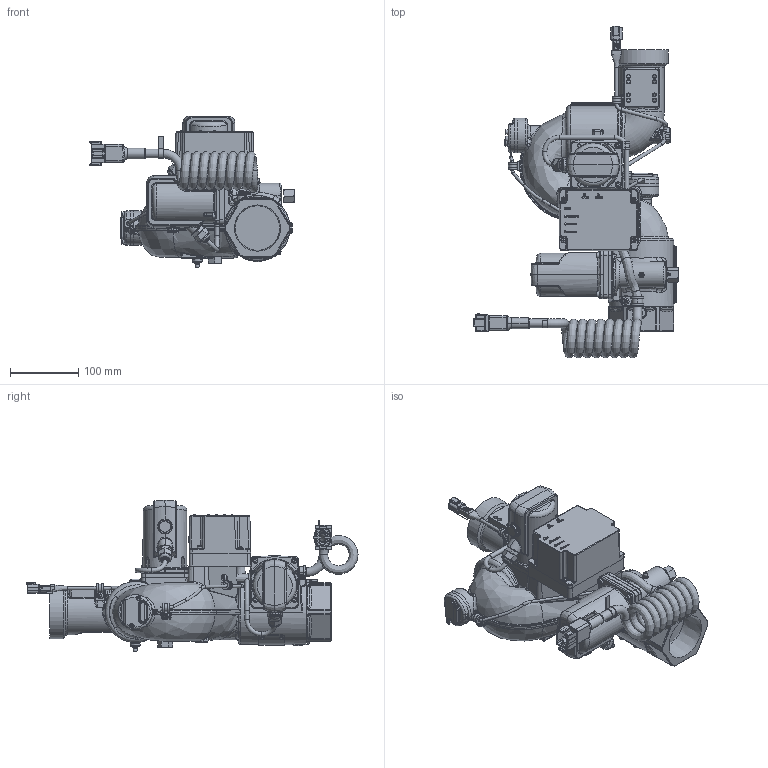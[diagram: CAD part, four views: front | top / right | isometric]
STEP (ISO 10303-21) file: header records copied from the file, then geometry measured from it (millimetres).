
FILE_DESCRIPTION (( 'STEP AP203' ), '1' );
FILE_NAME ('7100 SDX2 (02007101SD).STEP', '2019-12-02T21:36:45', ( '' ), ( '' ), 'SwSTEP 2.0', 'SolidWorks 2019', '' );
FILE_SCHEMA (( 'CONFIG_CONTROL_DESIGN' ));
Length unit declared in the file: inch
Products named in the file (1): 7100 SDX2 (02007101SD)
Bounding box: 300.43 x 486.85 x 222.06 mm (x, y, z)
Surface area: 456333.2 mm2 (no closed solid volume)
Topology: 0 solids, 139 shells, 2039 faces, 8898 edges, 6786 vertices
Faces by surface type: plane 728, bspline 560, cylinder 507, cone 102, torus 100, sphere 42
Full cylindrical faces by diameter (mm): 0.794 x1, 1.561 x4, 1.587 x1, 1.588 x2, 2.997 x6, 3.175 x4, 3.797 x1, 4.064 x8, 4.826 x4, 4.978 x4, 5.08 x5, 5.105 x1, 5.16 x4, 6.35 x5, 6.858 x7, 7.366 x1, 7.937 x1, 7.938 x7, 8.89 x2, 9.169 x5, 12.7 x2, 15.037 x1, 15.991 x2, 18.923 x2, 20.32 x2, 50.8 x3, 65.075 x1, 66.675 x1, 77.942 x1, 95.25 x2
Entity records: 140846 total; most frequent: CARTESIAN_POINT 76592, ORIENTED_EDGE 12567, DIRECTION 11238, EDGE_CURVE 8608, VERTEX_POINT 6702, LINE 4862, VECTOR 4862, AXIS2_PLACEMENT_3D 3188
